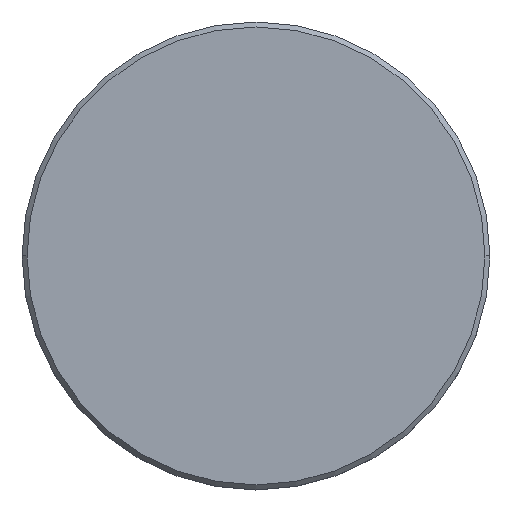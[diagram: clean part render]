
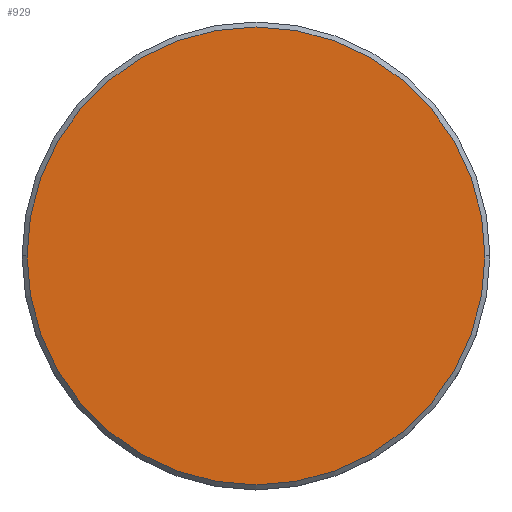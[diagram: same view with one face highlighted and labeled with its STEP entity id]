
A CAD part, top view. The second image highlights one B-rep face of the part: STEP entity #929.
In plain terms, the highlighted planar face has unit normal (0, 0, 1).
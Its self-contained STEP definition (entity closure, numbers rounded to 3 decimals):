
#66 = VERTEX_POINT ( 'NONE', #172 ) ;
#142 = EDGE_CURVE ( 'NONE', #584, #66, #248, .T. ) ;
#172 = CARTESIAN_POINT ( 'NONE',  ( -23., 0., 0. ) ) ;
#174 = CARTESIAN_POINT ( 'NONE',  ( 0., 0., 0. ) ) ;
#248 = CIRCLE ( 'NONE', #710, 23. ) ;
#353 = DIRECTION ( 'NONE',  ( 0., 0., 1. ) ) ;
#378 = DIRECTION ( 'NONE',  ( 0., 0., 1. ) ) ;
#383 = DIRECTION ( 'NONE',  ( 1., 0., 0. ) ) ;
#388 = CARTESIAN_POINT ( 'NONE',  ( 23., 0., 0. ) ) ;
#440 = EDGE_CURVE ( 'NONE', #66, #584, #671, .T. ) ;
#479 = CARTESIAN_POINT ( 'NONE',  ( 0., 0., 0. ) ) ;
#542 = FACE_OUTER_BOUND ( 'NONE', #808, .T. ) ;
#560 = ORIENTED_EDGE ( 'NONE', *, *, #142, .T. ) ;
#584 = VERTEX_POINT ( 'NONE', #388 ) ;
#618 = DIRECTION ( 'NONE',  ( 1., 0., 0. ) ) ;
#671 = CIRCLE ( 'NONE', #878, 23. ) ;
#710 = AXIS2_PLACEMENT_3D ( 'NONE', #479, #378, #383 ) ;
#808 = EDGE_LOOP ( 'NONE', ( #946, #560 ) ) ;
#878 = AXIS2_PLACEMENT_3D ( 'NONE', #1160, #353, #994 ) ;
#922 = PLANE ( 'NONE',  #933 ) ;
#929 = ADVANCED_FACE ( 'NONE', ( #542 ), #922, .T. ) ;
#933 = AXIS2_PLACEMENT_3D ( 'NONE', #174, #1164, #618 ) ;
#946 = ORIENTED_EDGE ( 'NONE', *, *, #440, .T. ) ;
#994 = DIRECTION ( 'NONE',  ( 1., 0., 0. ) ) ;
#1160 = CARTESIAN_POINT ( 'NONE',  ( 0., 0., 0. ) ) ;
#1164 = DIRECTION ( 'NONE',  ( 0., 0., 1. ) ) ;
